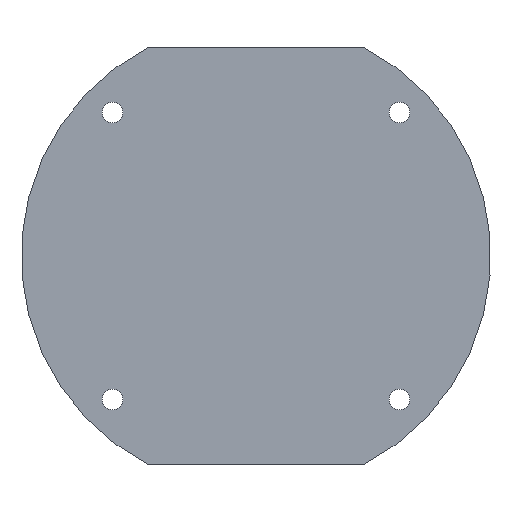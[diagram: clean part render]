
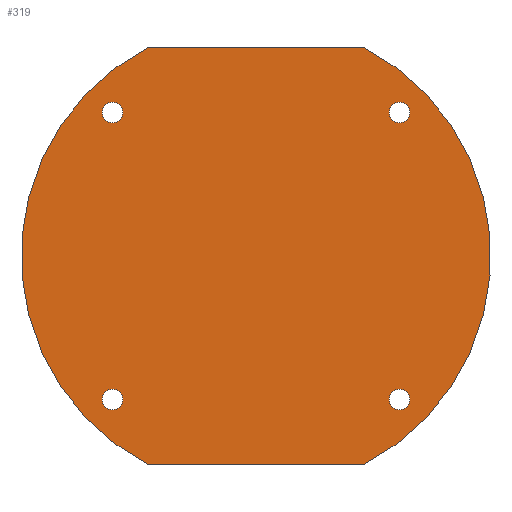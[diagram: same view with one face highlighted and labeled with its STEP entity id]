
A CAD part, top view. The second image highlights one B-rep face of the part: STEP entity #319.
In plain terms, the highlighted planar face has unit normal (0, 0, 1).
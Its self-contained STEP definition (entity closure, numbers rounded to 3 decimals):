
#42 = VERTEX_POINT('',#43);
#43 = CARTESIAN_POINT('',(163.116,-50.8,1.51));
#49 = EDGE_CURVE('',#42,#50,#52,.T.);
#50 = VERTEX_POINT('',#51);
#51 = CARTESIAN_POINT('',(163.116,-130.8,1.51));
#52 = CIRCLE('',#53,45.);
#53 = AXIS2_PLACEMENT_3D('',#54,#55,#56);
#54 = CARTESIAN_POINT('',(142.5,-90.8,1.51));
#55 = DIRECTION('',(0.,0.,-1.));
#56 = DIRECTION('',(0.458,0.889,0.));
#82 = EDGE_CURVE('',#50,#83,#85,.T.);
#83 = VERTEX_POINT('',#84);
#84 = CARTESIAN_POINT('',(121.884,-130.8,1.51));
#85 = LINE('',#86,#87);
#86 = CARTESIAN_POINT('',(163.116,-130.8,1.51));
#87 = VECTOR('',#88,1.);
#88 = DIRECTION('',(-1.,0.,0.));
#113 = EDGE_CURVE('',#83,#114,#116,.T.);
#114 = VERTEX_POINT('',#115);
#115 = CARTESIAN_POINT('',(121.884,-50.8,1.51));
#116 = CIRCLE('',#117,45.);
#117 = AXIS2_PLACEMENT_3D('',#118,#119,#120);
#118 = CARTESIAN_POINT('',(142.5,-90.8,1.51));
#119 = DIRECTION('',(0.,0.,-1.));
#120 = DIRECTION('',(-0.458,-0.889,-0.));
#146 = EDGE_CURVE('',#114,#42,#147,.T.);
#147 = LINE('',#148,#149);
#148 = CARTESIAN_POINT('',(121.884,-50.8,1.51));
#149 = VECTOR('',#150,1.);
#150 = DIRECTION('',(1.,0.,0.));
#170 = VERTEX_POINT('',#171);
#171 = CARTESIAN_POINT('',(117.,-118.3,1.51));
#177 = EDGE_CURVE('',#170,#170,#178,.T.);
#178 = CIRCLE('',#179,2.);
#179 = AXIS2_PLACEMENT_3D('',#180,#181,#182);
#180 = CARTESIAN_POINT('',(115.,-118.3,1.51));
#181 = DIRECTION('',(0.,0.,1.));
#182 = DIRECTION('',(1.,0.,-0.));
#203 = VERTEX_POINT('',#204);
#204 = CARTESIAN_POINT('',(172.,-118.3,1.51));
#210 = EDGE_CURVE('',#203,#203,#211,.T.);
#211 = CIRCLE('',#212,2.);
#212 = AXIS2_PLACEMENT_3D('',#213,#214,#215);
#213 = CARTESIAN_POINT('',(170.,-118.3,1.51));
#214 = DIRECTION('',(0.,0.,1.));
#215 = DIRECTION('',(1.,0.,-0.));
#236 = VERTEX_POINT('',#237);
#237 = CARTESIAN_POINT('',(117.,-63.3,1.51));
#243 = EDGE_CURVE('',#236,#236,#244,.T.);
#244 = CIRCLE('',#245,2.);
#245 = AXIS2_PLACEMENT_3D('',#246,#247,#248);
#246 = CARTESIAN_POINT('',(115.,-63.3,1.51));
#247 = DIRECTION('',(0.,0.,1.));
#248 = DIRECTION('',(1.,0.,-0.));
#269 = VERTEX_POINT('',#270);
#270 = CARTESIAN_POINT('',(172.,-63.3,1.51));
#276 = EDGE_CURVE('',#269,#269,#277,.T.);
#277 = CIRCLE('',#278,2.);
#278 = AXIS2_PLACEMENT_3D('',#279,#280,#281);
#279 = CARTESIAN_POINT('',(170.,-63.3,1.51));
#280 = DIRECTION('',(0.,0.,1.));
#281 = DIRECTION('',(1.,0.,-0.));
#319 = ADVANCED_FACE('',(#320,#326,#329,#332,#335),#338,.T.);
#320 = FACE_BOUND('',#321,.F.);
#321 = EDGE_LOOP('',(#322,#323,#324,#325));
#322 = ORIENTED_EDGE('',*,*,#49,.T.);
#323 = ORIENTED_EDGE('',*,*,#82,.T.);
#324 = ORIENTED_EDGE('',*,*,#113,.T.);
#325 = ORIENTED_EDGE('',*,*,#146,.T.);
#326 = FACE_BOUND('',#327,.F.);
#327 = EDGE_LOOP('',(#328));
#328 = ORIENTED_EDGE('',*,*,#177,.T.);
#329 = FACE_BOUND('',#330,.F.);
#330 = EDGE_LOOP('',(#331));
#331 = ORIENTED_EDGE('',*,*,#210,.T.);
#332 = FACE_BOUND('',#333,.F.);
#333 = EDGE_LOOP('',(#334));
#334 = ORIENTED_EDGE('',*,*,#243,.T.);
#335 = FACE_BOUND('',#336,.F.);
#336 = EDGE_LOOP('',(#337));
#337 = ORIENTED_EDGE('',*,*,#276,.T.);
#338 = PLANE('',#339);
#339 = AXIS2_PLACEMENT_3D('',#340,#341,#342);
#340 = CARTESIAN_POINT('',(0.,0.,1.51));
#341 = DIRECTION('',(0.,0.,1.));
#342 = DIRECTION('',(1.,0.,-0.));
